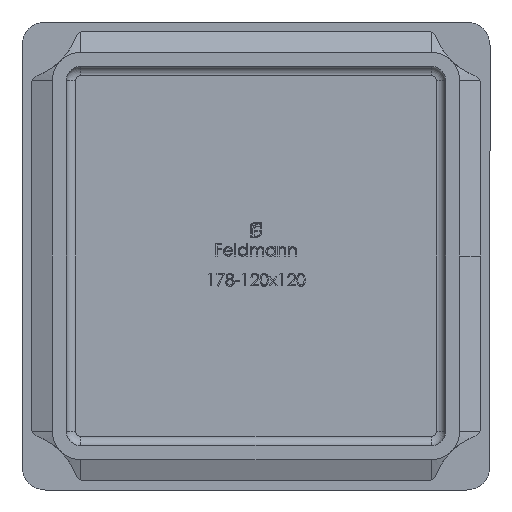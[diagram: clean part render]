
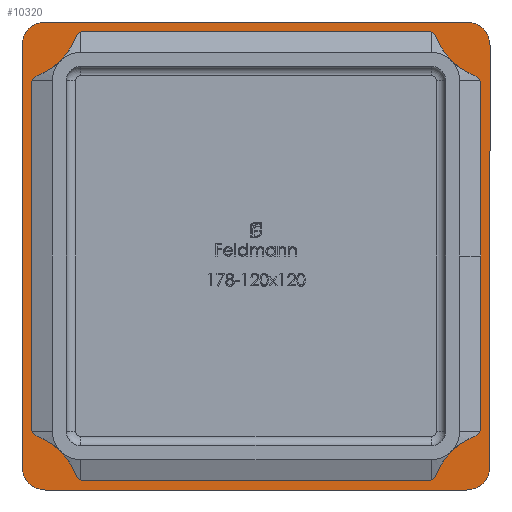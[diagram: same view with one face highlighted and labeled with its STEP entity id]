
A CAD part, front view. The second image highlights one B-rep face of the part: STEP entity #10320.
In plain terms, the highlighted planar face has unit normal (0, -1, 0).
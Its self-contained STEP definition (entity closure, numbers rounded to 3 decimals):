
#81 = CIRCLE ( 'NONE', #20384, 2.5 ) ;
#223 = DIRECTION ( 'NONE',  ( 0., 0., 1. ) ) ;
#297 = DIRECTION ( 'NONE',  ( 0., -1., 0. ) ) ;
#868 = CARTESIAN_POINT ( 'NONE',  ( 22.5, 0., 22.5 ) ) ;
#884 = DIRECTION ( 'NONE',  ( -1., 0., 0. ) ) ;
#890 = LINE ( 'NONE', #20405, #6817 ) ;
#1282 = EDGE_CURVE ( 'NONE', #4383, #5560, #10364, .T. ) ;
#1359 = LINE ( 'NONE', #16589, #17629 ) ;
#1379 = DIRECTION ( 'NONE',  ( 0., 0., -1. ) ) ;
#1404 = CARTESIAN_POINT ( 'NONE',  ( -18.75, 0., 18.75 ) ) ;
#1591 = ORIENTED_EDGE ( 'NONE', *, *, #2603, .T. ) ;
#1595 = LINE ( 'NONE', #2472, #4577 ) ;
#2178 = CARTESIAN_POINT ( 'NONE',  ( -18.75, 0., -18.75 ) ) ;
#2324 = LINE ( 'NONE', #8624, #10202 ) ;
#2343 = VECTOR ( 'NONE', #6292, 1000. ) ;
#2420 = AXIS2_PLACEMENT_3D ( 'NONE', #1404, #17249, #15507 ) ;
#2472 = CARTESIAN_POINT ( 'NONE',  ( 21.75, 0., 18.75 ) ) ;
#2603 = EDGE_CURVE ( 'NONE', #2782, #5483, #81, .T. ) ;
#2697 = CARTESIAN_POINT ( 'NONE',  ( -21.75, 0., 18.75 ) ) ;
#2769 = ORIENTED_EDGE ( 'NONE', *, *, #6855, .F. ) ;
#2782 = VERTEX_POINT ( 'NONE', #6583 ) ;
#2865 = EDGE_LOOP ( 'NONE', ( #2769, #5675, #5549, #14921, #6205, #7752, #17271, #13446 ) ) ;
#3010 = LINE ( 'NONE', #19647, #12591 ) ;
#3015 = CARTESIAN_POINT ( 'NONE',  ( 21.75, 0., 18.75 ) ) ;
#3020 = LINE ( 'NONE', #2697, #14089 ) ;
#3151 = EDGE_CURVE ( 'NONE', #4383, #5483, #3548, .T. ) ;
#3448 = AXIS2_PLACEMENT_3D ( 'NONE', #6551, #14504, #13155 ) ;
#3548 = LINE ( 'NONE', #14136, #2343 ) ;
#3662 = EDGE_CURVE ( 'NONE', #2782, #9714, #2324, .T. ) ;
#3853 = DIRECTION ( 'NONE',  ( 0., -1., 0. ) ) ;
#3947 = CARTESIAN_POINT ( 'NONE',  ( -21.75, 0., -18.75 ) ) ;
#3984 = VERTEX_POINT ( 'NONE', #17307 ) ;
#4082 = DIRECTION ( 'NONE',  ( 0., 0., 1. ) ) ;
#4102 = EDGE_LOOP ( 'NONE', ( #5842, #5548, #9209, #6221, #8659, #1591, #14372, #14181 ) ) ;
#4284 = CARTESIAN_POINT ( 'NONE',  ( 18.75, 0., -21.75 ) ) ;
#4383 = VERTEX_POINT ( 'NONE', #10031 ) ;
#4577 = VECTOR ( 'NONE', #4082, 1000. ) ;
#4643 = EDGE_CURVE ( 'NONE', #11238, #15128, #19754, .T. ) ;
#4675 = CARTESIAN_POINT ( 'NONE',  ( -22.5, 0., 22.5 ) ) ;
#4928 = CARTESIAN_POINT ( 'NONE',  ( 22.5, 0., -22.5 ) ) ;
#5302 = CARTESIAN_POINT ( 'NONE',  ( 22.5, 0., -25. ) ) ;
#5483 = VERTEX_POINT ( 'NONE', #19240 ) ;
#5548 = ORIENTED_EDGE ( 'NONE', *, *, #7120, .T. ) ;
#5549 = ORIENTED_EDGE ( 'NONE', *, *, #6859, .F. ) ;
#5560 = VERTEX_POINT ( 'NONE', #15354 ) ;
#5675 = ORIENTED_EDGE ( 'NONE', *, *, #12037, .F. ) ;
#5760 = DIRECTION ( 'NONE',  ( 0., 0., 1. ) ) ;
#5842 = ORIENTED_EDGE ( 'NONE', *, *, #14987, .F. ) ;
#6205 = ORIENTED_EDGE ( 'NONE', *, *, #7340, .F. ) ;
#6221 = ORIENTED_EDGE ( 'NONE', *, *, #18381, .T. ) ;
#6225 = CIRCLE ( 'NONE', #19792, 2.5 ) ;
#6229 = DIRECTION ( 'NONE',  ( 0., 0., -1. ) ) ;
#6292 = DIRECTION ( 'NONE',  ( 0., 0., 1. ) ) ;
#6551 = CARTESIAN_POINT ( 'NONE',  ( 0., 0., 0. ) ) ;
#6583 = CARTESIAN_POINT ( 'NONE',  ( -22.5, 0., 25. ) ) ;
#6817 = VECTOR ( 'NONE', #6229, 1000. ) ;
#6855 = EDGE_CURVE ( 'NONE', #19628, #16620, #1359, .T. ) ;
#6859 = EDGE_CURVE ( 'NONE', #15128, #10669, #1595, .T. ) ;
#6989 = CIRCLE ( 'NONE', #18316, 3. ) ;
#7120 = EDGE_CURVE ( 'NONE', #8936, #10203, #14656, .T. ) ;
#7340 = EDGE_CURVE ( 'NONE', #8563, #11238, #3010, .T. ) ;
#7752 = ORIENTED_EDGE ( 'NONE', *, *, #16304, .F. ) ;
#8151 = DIRECTION ( 'NONE',  ( 0., -1., 0. ) ) ;
#8427 = VERTEX_POINT ( 'NONE', #3947 ) ;
#8563 = VERTEX_POINT ( 'NONE', #12272 ) ;
#8624 = CARTESIAN_POINT ( 'NONE',  ( -25., 0., 25. ) ) ;
#8659 = ORIENTED_EDGE ( 'NONE', *, *, #3662, .F. ) ;
#8936 = VERTEX_POINT ( 'NONE', #5302 ) ;
#9209 = ORIENTED_EDGE ( 'NONE', *, *, #14340, .F. ) ;
#9714 = VERTEX_POINT ( 'NONE', #14466 ) ;
#9946 = DIRECTION ( 'NONE',  ( 0., 0., 1. ) ) ;
#10031 = CARTESIAN_POINT ( 'NONE',  ( -25., 0., -22.5 ) ) ;
#10108 = FACE_BOUND ( 'NONE', #2865, .T. ) ;
#10202 = VECTOR ( 'NONE', #16546, 1000. ) ;
#10203 = VERTEX_POINT ( 'NONE', #17291 ) ;
#10243 = DIRECTION ( 'NONE',  ( 1., 0., 0. ) ) ;
#10320 = ADVANCED_FACE ( 'NONE', ( #10108, #13800 ), #15960, .F. ) ;
#10364 = CIRCLE ( 'NONE', #17374, 2.5 ) ;
#10669 = VERTEX_POINT ( 'NONE', #3015 ) ;
#10833 = CARTESIAN_POINT ( 'NONE',  ( 25., 0., 22.5 ) ) ;
#11054 = CARTESIAN_POINT ( 'NONE',  ( 18.75, 0., -18.75 ) ) ;
#11238 = VERTEX_POINT ( 'NONE', #4284 ) ;
#11522 = DIRECTION ( 'NONE',  ( -1., 0., 0. ) ) ;
#12037 = EDGE_CURVE ( 'NONE', #10669, #19628, #15222, .T. ) ;
#12272 = CARTESIAN_POINT ( 'NONE',  ( -18.75, 0., -21.75 ) ) ;
#12591 = VECTOR ( 'NONE', #10243, 1000. ) ;
#12732 = DIRECTION ( 'NONE',  ( 0., -1., 0. ) ) ;
#12789 = DIRECTION ( 'NONE',  ( 0., 0., 1. ) ) ;
#12958 = VERTEX_POINT ( 'NONE', #10833 ) ;
#12965 = CARTESIAN_POINT ( 'NONE',  ( -25., 0., -25. ) ) ;
#13155 = DIRECTION ( 'NONE',  ( 0., 0., 1. ) ) ;
#13446 = ORIENTED_EDGE ( 'NONE', *, *, #20173, .F. ) ;
#13800 = FACE_OUTER_BOUND ( 'NONE', #4102, .T. ) ;
#14089 = VECTOR ( 'NONE', #1379, 1000. ) ;
#14136 = CARTESIAN_POINT ( 'NONE',  ( -25., 0., -25. ) ) ;
#14181 = ORIENTED_EDGE ( 'NONE', *, *, #1282, .T. ) ;
#14210 = DIRECTION ( 'NONE',  ( 0., 0., -1. ) ) ;
#14340 = EDGE_CURVE ( 'NONE', #12958, #10203, #890, .T. ) ;
#14372 = ORIENTED_EDGE ( 'NONE', *, *, #3151, .F. ) ;
#14466 = CARTESIAN_POINT ( 'NONE',  ( 22.5, 0., 25. ) ) ;
#14504 = DIRECTION ( 'NONE',  ( 0., 1., 0. ) ) ;
#14589 = CARTESIAN_POINT ( 'NONE',  ( 21.75, 0., -18.75 ) ) ;
#14656 = CIRCLE ( 'NONE', #15014, 2.5 ) ;
#14921 = ORIENTED_EDGE ( 'NONE', *, *, #4643, .F. ) ;
#14987 = EDGE_CURVE ( 'NONE', #8936, #5560, #17882, .T. ) ;
#15014 = AXIS2_PLACEMENT_3D ( 'NONE', #4928, #12732, #19110 ) ;
#15128 = VERTEX_POINT ( 'NONE', #14589 ) ;
#15222 = CIRCLE ( 'NONE', #17717, 3. ) ;
#15354 = CARTESIAN_POINT ( 'NONE',  ( -22.5, 0., -25. ) ) ;
#15507 = DIRECTION ( 'NONE',  ( 0., 0., 1. ) ) ;
#15643 = VECTOR ( 'NONE', #11522, 1000. ) ;
#15709 = CARTESIAN_POINT ( 'NONE',  ( -18.75, 0., 21.75 ) ) ;
#15924 = AXIS2_PLACEMENT_3D ( 'NONE', #11054, #17246, #14210 ) ;
#15960 = PLANE ( 'NONE',  #3448 ) ;
#16071 = CARTESIAN_POINT ( 'NONE',  ( -22.5, 0., -22.5 ) ) ;
#16304 = EDGE_CURVE ( 'NONE', #8427, #8563, #6989, .T. ) ;
#16362 = DIRECTION ( 'NONE',  ( 0., 0., 1. ) ) ;
#16546 = DIRECTION ( 'NONE',  ( 1., 0., 0. ) ) ;
#16569 = DIRECTION ( 'NONE',  ( 0., -1., 0. ) ) ;
#16589 = CARTESIAN_POINT ( 'NONE',  ( -18.75, 0., 21.75 ) ) ;
#16620 = VERTEX_POINT ( 'NONE', #15709 ) ;
#17246 = DIRECTION ( 'NONE',  ( 0., -1., 0. ) ) ;
#17249 = DIRECTION ( 'NONE',  ( 0., -1., 0. ) ) ;
#17271 = ORIENTED_EDGE ( 'NONE', *, *, #19370, .F. ) ;
#17291 = CARTESIAN_POINT ( 'NONE',  ( 25., 0., -22.5 ) ) ;
#17307 = CARTESIAN_POINT ( 'NONE',  ( -21.75, 0., 18.75 ) ) ;
#17374 = AXIS2_PLACEMENT_3D ( 'NONE', #16071, #297, #223 ) ;
#17629 = VECTOR ( 'NONE', #884, 1000. ) ;
#17717 = AXIS2_PLACEMENT_3D ( 'NONE', #19366, #8151, #9946 ) ;
#17882 = LINE ( 'NONE', #12965, #15643 ) ;
#18316 = AXIS2_PLACEMENT_3D ( 'NONE', #2178, #3853, #16362 ) ;
#18381 = EDGE_CURVE ( 'NONE', #12958, #9714, #6225, .T. ) ;
#18851 = DIRECTION ( 'NONE',  ( 0., -1., 0. ) ) ;
#19110 = DIRECTION ( 'NONE',  ( 0., 0., 1. ) ) ;
#19127 = CARTESIAN_POINT ( 'NONE',  ( 18.75, 0., 21.75 ) ) ;
#19240 = CARTESIAN_POINT ( 'NONE',  ( -25., 0., 22.5 ) ) ;
#19366 = CARTESIAN_POINT ( 'NONE',  ( 18.75, 0., 18.75 ) ) ;
#19370 = EDGE_CURVE ( 'NONE', #3984, #8427, #3020, .T. ) ;
#19628 = VERTEX_POINT ( 'NONE', #19127 ) ;
#19647 = CARTESIAN_POINT ( 'NONE',  ( -18.75, 0., -21.75 ) ) ;
#19703 = CIRCLE ( 'NONE', #2420, 3. ) ;
#19754 = CIRCLE ( 'NONE', #15924, 3. ) ;
#19792 = AXIS2_PLACEMENT_3D ( 'NONE', #868, #16569, #5760 ) ;
#20173 = EDGE_CURVE ( 'NONE', #16620, #3984, #19703, .T. ) ;
#20384 = AXIS2_PLACEMENT_3D ( 'NONE', #4675, #18851, #12789 ) ;
#20405 = CARTESIAN_POINT ( 'NONE',  ( 25., 0., -25. ) ) ;
